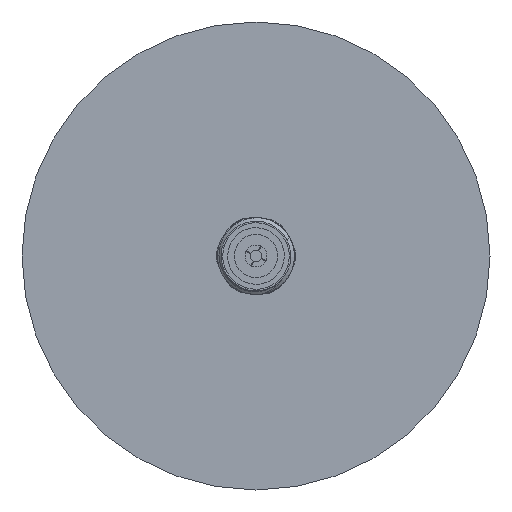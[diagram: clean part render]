
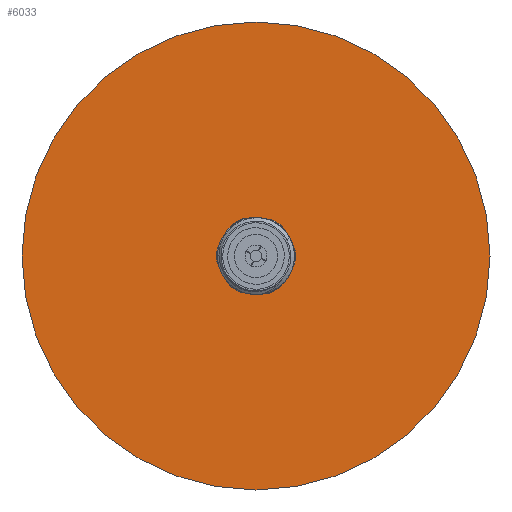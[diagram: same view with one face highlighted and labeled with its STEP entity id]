
A CAD part, front view. The second image highlights one B-rep face of the part: STEP entity #6033.
In plain terms, the highlighted planar face has unit normal (0, -1, 0).
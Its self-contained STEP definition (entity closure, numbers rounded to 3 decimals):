
#10 = DIRECTION ( 'NONE',  ( 0., 1., 0. ) ) ;
#153 = DIRECTION ( 'NONE',  ( 0., 0., -1. ) ) ;
#174 = VERTEX_POINT ( 'NONE', #6982 ) ;
#217 = CARTESIAN_POINT ( 'NONE',  ( 0., -29.6, -4. ) ) ;
#349 = DIRECTION ( 'NONE',  ( 0., 1., 0. ) ) ;
#384 = CARTESIAN_POINT ( 'NONE',  ( 0., -29.6, -4. ) ) ;
#423 = VERTEX_POINT ( 'NONE', #3990 ) ;
#455 = DIRECTION ( 'NONE',  ( 1., 0., 0. ) ) ;
#628 = EDGE_CURVE ( 'NONE', #3847, #3688, #2701, .T. ) ;
#671 = LINE ( 'NONE', #7116, #6964 ) ;
#740 = DIRECTION ( 'NONE',  ( -0.999, 0., 0.039 ) ) ;
#783 = EDGE_CURVE ( 'NONE', #6792, #423, #6451, .T. ) ;
#858 = CARTESIAN_POINT ( 'NONE',  ( 0.995, -29.6, -7.041 ) ) ;
#883 = ORIENTED_EDGE ( 'NONE', *, *, #1655, .F. ) ;
#949 = AXIS2_PLACEMENT_3D ( 'NONE', #2358, #10, #4121 ) ;
#960 = ORIENTED_EDGE ( 'NONE', *, *, #5325, .F. ) ;
#1039 = FACE_OUTER_BOUND ( 'NONE', #2812, .T. ) ;
#1295 = EDGE_CURVE ( 'NONE', #7569, #174, #2219, .T. ) ;
#1312 = DIRECTION ( 'NONE',  ( 0., -1., 0. ) ) ;
#1422 = CARTESIAN_POINT ( 'NONE',  ( 0., -29.6, -4. ) ) ;
#1464 = AXIS2_PLACEMENT_3D ( 'NONE', #217, #1991, #5447 ) ;
#1653 = DIRECTION ( 'NONE',  ( -0.534, 0., -0.846 ) ) ;
#1655 = EDGE_CURVE ( 'NONE', #7223, #6545, #5112, .T. ) ;
#1678 = DIRECTION ( 'NONE',  ( 0.999, 0., -0.039 ) ) ;
#1728 = EDGE_CURVE ( 'NONE', #6545, #6792, #5681, .T. ) ;
#1796 = LINE ( 'NONE', #4725, #2606 ) ;
#1865 = EDGE_CURVE ( 'NONE', #3210, #6595, #5852, .T. ) ;
#1962 = AXIS2_PLACEMENT_3D ( 'NONE', #1422, #1312, #3200 ) ;
#1981 = CARTESIAN_POINT ( 'NONE',  ( 1.23, -29.6, -1.046 ) ) ;
#1991 = DIRECTION ( 'NONE',  ( 0., -1., 0. ) ) ;
#2072 = CARTESIAN_POINT ( 'NONE',  ( -0.995, -29.6, -0.959 ) ) ;
#2219 = CIRCLE ( 'NONE', #949, 19. ) ;
#2358 = CARTESIAN_POINT ( 'NONE',  ( 0., -29.6, -4. ) ) ;
#2446 = DIRECTION ( 'NONE',  ( -0.466, 0., 0.885 ) ) ;
#2465 = ORIENTED_EDGE ( 'NONE', *, *, #628, .F. ) ;
#2492 = ORIENTED_EDGE ( 'NONE', *, *, #3261, .F. ) ;
#2547 = LINE ( 'NONE', #6779, #2923 ) ;
#2585 = CARTESIAN_POINT ( 'NONE',  ( -3.461, -29.6, -3.864 ) ) ;
#2597 = ORIENTED_EDGE ( 'NONE', *, *, #1295, .F. ) ;
#2606 = VECTOR ( 'NONE', #5873, 1000. ) ;
#2674 = AXIS2_PLACEMENT_3D ( 'NONE', #6035, #3870, #153 ) ;
#2701 = CIRCLE ( 'NONE', #1464, 3.2 ) ;
#2735 = DIRECTION ( 'NONE',  ( 0.466, 0., -0.885 ) ) ;
#2812 = EDGE_LOOP ( 'NONE', ( #2597, #3708 ) ) ;
#2876 = VERTEX_POINT ( 'NONE', #4441 ) ;
#2923 = VECTOR ( 'NONE', #740, 1000. ) ;
#2995 = VERTEX_POINT ( 'NONE', #6233 ) ;
#3079 = CIRCLE ( 'NONE', #7352, 19. ) ;
#3129 = ORIENTED_EDGE ( 'NONE', *, *, #783, .F. ) ;
#3200 = DIRECTION ( 'NONE',  ( 0., 0., -1. ) ) ;
#3210 = VERTEX_POINT ( 'NONE', #2072 ) ;
#3259 = DIRECTION ( 'NONE',  ( 0., 0., -1. ) ) ;
#3261 = EDGE_CURVE ( 'NONE', #5834, #7223, #6677, .T. ) ;
#3282 = CARTESIAN_POINT ( 'NONE',  ( -16.454, -29.6, -13.5 ) ) ;
#3376 = PLANE ( 'NONE',  #6362 ) ;
#3425 = CARTESIAN_POINT ( 'NONE',  ( -1.613, -29.6, -0.934 ) ) ;
#3663 = CARTESIAN_POINT ( 'NONE',  ( -3.173, -29.6, -4.411 ) ) ;
#3688 = VERTEX_POINT ( 'NONE', #1981 ) ;
#3708 = ORIENTED_EDGE ( 'NONE', *, *, #6044, .F. ) ;
#3847 = VERTEX_POINT ( 'NONE', #4007 ) ;
#3870 = DIRECTION ( 'NONE',  ( 0., -1., 0. ) ) ;
#3990 = CARTESIAN_POINT ( 'NONE',  ( 1.943, -29.6, -6.543 ) ) ;
#4003 = AXIS2_PLACEMENT_3D ( 'NONE', #6291, #5045, #6323 ) ;
#4007 = CARTESIAN_POINT ( 'NONE',  ( 2.136, -29.6, -1.618 ) ) ;
#4121 = DIRECTION ( 'NONE',  ( 0.866, 0., 0.5 ) ) ;
#4174 = ORIENTED_EDGE ( 'NONE', *, *, #7113, .F. ) ;
#4329 = AXIS2_PLACEMENT_3D ( 'NONE', #4456, #7361, #6915 ) ;
#4441 = CARTESIAN_POINT ( 'NONE',  ( 3.131, -29.6, -4.659 ) ) ;
#4456 = CARTESIAN_POINT ( 'NONE',  ( 0., -29.6, -4. ) ) ;
#4484 = ORIENTED_EDGE ( 'NONE', *, *, #1865, .F. ) ;
#4524 = EDGE_CURVE ( 'NONE', #3688, #3210, #2547, .T. ) ;
#4595 = CARTESIAN_POINT ( 'NONE',  ( -1.943, -29.6, -1.457 ) ) ;
#4725 = CARTESIAN_POINT ( 'NONE',  ( 1.613, -29.6, -7.066 ) ) ;
#4876 = ORIENTED_EDGE ( 'NONE', *, *, #7357, .F. ) ;
#4904 = VECTOR ( 'NONE', #1653, 1000. ) ;
#5029 = DIRECTION ( 'NONE',  ( 0., -1., 0. ) ) ;
#5045 = DIRECTION ( 'NONE',  ( 0., -1., 0. ) ) ;
#5047 = ORIENTED_EDGE ( 'NONE', *, *, #5584, .F. ) ;
#5112 = CIRCLE ( 'NONE', #4003, 3.2 ) ;
#5325 = EDGE_CURVE ( 'NONE', #6236, #3847, #671, .T. ) ;
#5336 = CARTESIAN_POINT ( 'NONE',  ( 3.173, -29.6, -3.589 ) ) ;
#5447 = DIRECTION ( 'NONE',  ( 0., 0., -1. ) ) ;
#5482 = ORIENTED_EDGE ( 'NONE', *, *, #5766, .F. ) ;
#5502 = ORIENTED_EDGE ( 'NONE', *, *, #4524, .F. ) ;
#5584 = EDGE_CURVE ( 'NONE', #6595, #2995, #6908, .T. ) ;
#5592 = VECTOR ( 'NONE', #1678, 1000. ) ;
#5642 = FACE_BOUND ( 'NONE', #7253, .T. ) ;
#5681 = LINE ( 'NONE', #6824, #5592 ) ;
#5713 = DIRECTION ( 'NONE',  ( 0., 1., 0. ) ) ;
#5728 = AXIS2_PLACEMENT_3D ( 'NONE', #6173, #5029, #3259 ) ;
#5766 = EDGE_CURVE ( 'NONE', #2995, #5834, #7226, .T. ) ;
#5834 = VERTEX_POINT ( 'NONE', #3663 ) ;
#5852 = CIRCLE ( 'NONE', #2674, 3.2 ) ;
#5873 = DIRECTION ( 'NONE',  ( 0.534, 0., 0.846 ) ) ;
#6033 = ADVANCED_FACE ( 'NONE', ( #5642, #1039 ), #3376, .F. ) ;
#6035 = CARTESIAN_POINT ( 'NONE',  ( 0., -29.6, -4. ) ) ;
#6043 = CIRCLE ( 'NONE', #4329, 3.2 ) ;
#6044 = EDGE_CURVE ( 'NONE', #174, #7569, #3079, .T. ) ;
#6173 = CARTESIAN_POINT ( 'NONE',  ( 0., -29.6, -4. ) ) ;
#6233 = CARTESIAN_POINT ( 'NONE',  ( -3.131, -29.6, -3.341 ) ) ;
#6236 = VERTEX_POINT ( 'NONE', #5336 ) ;
#6280 = CARTESIAN_POINT ( 'NONE',  ( -1.23, -29.6, -6.954 ) ) ;
#6291 = CARTESIAN_POINT ( 'NONE',  ( 0., -29.6, -4. ) ) ;
#6323 = DIRECTION ( 'NONE',  ( 0., 0., -1. ) ) ;
#6362 = AXIS2_PLACEMENT_3D ( 'NONE', #7330, #5713, #455 ) ;
#6451 = CIRCLE ( 'NONE', #5728, 3.2 ) ;
#6545 = VERTEX_POINT ( 'NONE', #6280 ) ;
#6595 = VERTEX_POINT ( 'NONE', #4595 ) ;
#6597 = CARTESIAN_POINT ( 'NONE',  ( -2.136, -29.6, -6.382 ) ) ;
#6660 = VECTOR ( 'NONE', #2735, 1000. ) ;
#6677 = LINE ( 'NONE', #2585, #6660 ) ;
#6779 = CARTESIAN_POINT ( 'NONE',  ( 1.848, -29.6, -1.07 ) ) ;
#6792 = VERTEX_POINT ( 'NONE', #858 ) ;
#6824 = CARTESIAN_POINT ( 'NONE',  ( -1.848, -29.6, -6.93 ) ) ;
#6896 = DIRECTION ( 'NONE',  ( 0.866, 0., 0.5 ) ) ;
#6908 = LINE ( 'NONE', #3425, #4904 ) ;
#6915 = DIRECTION ( 'NONE',  ( 0., 0., -1. ) ) ;
#6964 = VECTOR ( 'NONE', #2446, 1000. ) ;
#6982 = CARTESIAN_POINT ( 'NONE',  ( 16.454, -29.6, 5.5 ) ) ;
#7113 = EDGE_CURVE ( 'NONE', #423, #2876, #1796, .T. ) ;
#7116 = CARTESIAN_POINT ( 'NONE',  ( 3.461, -29.6, -4.136 ) ) ;
#7209 = ORIENTED_EDGE ( 'NONE', *, *, #1728, .F. ) ;
#7223 = VERTEX_POINT ( 'NONE', #6597 ) ;
#7226 = CIRCLE ( 'NONE', #1962, 3.2 ) ;
#7253 = EDGE_LOOP ( 'NONE', ( #4876, #4174, #3129, #7209, #883, #2492, #5482, #5047, #4484, #5502, #2465, #960 ) ) ;
#7330 = CARTESIAN_POINT ( 'NONE',  ( 0., -29.6, -4. ) ) ;
#7352 = AXIS2_PLACEMENT_3D ( 'NONE', #384, #349, #6896 ) ;
#7357 = EDGE_CURVE ( 'NONE', #2876, #6236, #6043, .T. ) ;
#7361 = DIRECTION ( 'NONE',  ( 0., -1., 0. ) ) ;
#7569 = VERTEX_POINT ( 'NONE', #3282 ) ;
